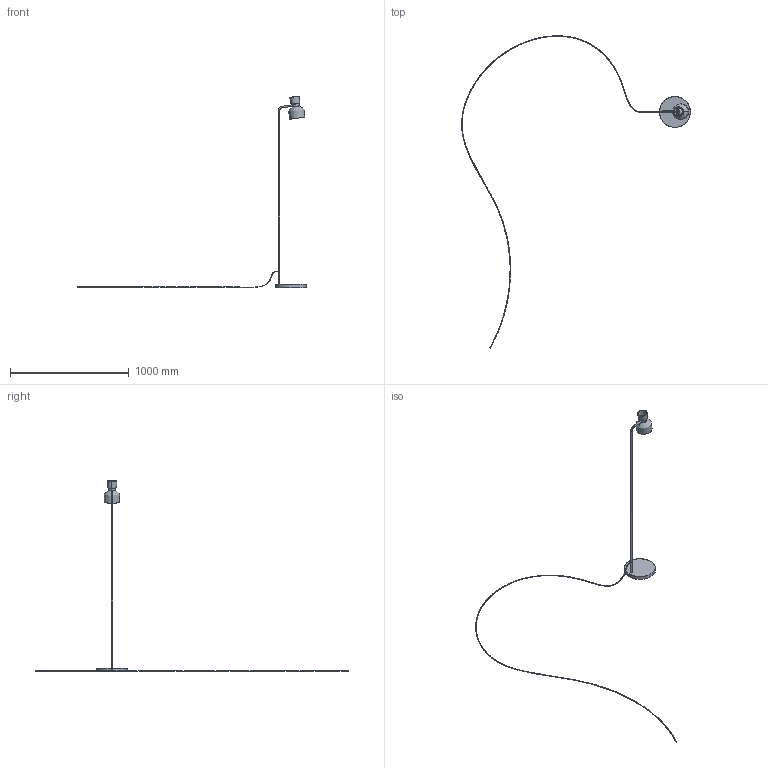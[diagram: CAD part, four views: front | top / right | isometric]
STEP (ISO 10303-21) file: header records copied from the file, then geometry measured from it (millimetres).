
FILE_DESCRIPTION(/* description */ (''),/* implementation_level */ '2;1');
FILE_NAME(/* name */ '1744.18_FIFTY_terra',/* time_stamp */ '2023-01-11T17:56:06+01:00',/* author */ (''),/* organization */ (''),/* preprocessor_version */ 'ST-DEVELOPER v16.5',/* originating_system */ 'Rhino 7.15',/* authorisation */ '');
FILE_SCHEMA (('CONFIG_CONTROL_DESIGN'));
Length unit declared in the file: millimetre
Products named in the file (1): Document
Bounding box: 1928.55 x 2634.14 x 1617.14 mm (x, y, z)
Volume: 2214958.3 mm3; surface area: 398531.2 mm2
Topology: 5 solids, 8 shells, 38 faces, 80 edges, 47 vertices
Faces by surface type: bspline 24, cylinder 8, plane 6
Entity records: 3779 total; most frequent: CARTESIAN_POINT 3243, ORIENTED_EDGE 138, EDGE_CURVE 75, VERTEX_POINT 45, ADVANCED_FACE 38, FACE_OUTER_BOUND 38, EDGE_LOOP 38, DIRECTION 22
